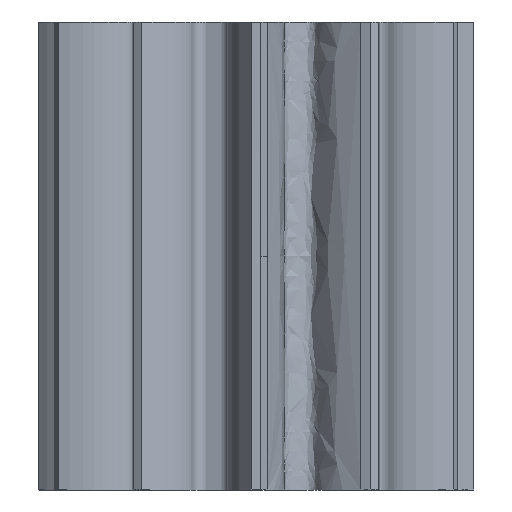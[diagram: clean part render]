
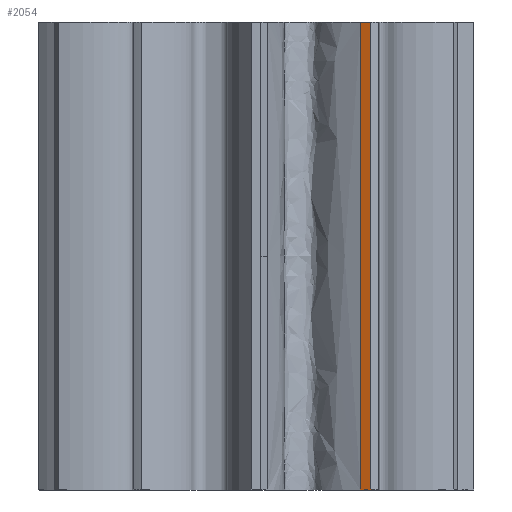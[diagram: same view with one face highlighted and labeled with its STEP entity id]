
A CAD part, left-side view. The second image highlights one B-rep face of the part: STEP entity #2054.
In plain terms, the highlighted free-form (B-spline) face has degree [3, 1] with [4, 2] control points.
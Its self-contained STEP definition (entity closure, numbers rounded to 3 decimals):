
#137 = EDGE_CURVE ( 'NONE', #4840, #5715, #3710, .T. ) ;
#141 = VECTOR ( 'NONE', #391, 1000. ) ;
#263 = FACE_OUTER_BOUND ( 'NONE', #3032, .T. ) ;
#391 = DIRECTION ( 'NONE',  ( 0., 0., 1. ) ) ;
#900 = CARTESIAN_POINT ( 'NONE',  ( -7.623, -4.664, -9.525 ) ) ;
#959 = CARTESIAN_POINT ( 'NONE',  ( -7.53, -4.388, -9.525 ) ) ;
#1058 = CARTESIAN_POINT ( 'NONE',  ( -7.53, -4.388, -9.525 ) ) ;
#1106 = ORIENTED_EDGE ( 'NONE', *, *, #3963, .F. ) ;
#1126 = CARTESIAN_POINT ( 'NONE',  ( -7.579, -4.525, -9.525 ) ) ;
#1149 = CARTESIAN_POINT ( 'NONE',  ( -7.623, -4.664, -9.525 ) ) ;
#1251 = CARTESIAN_POINT ( 'NONE',  ( -7.623, -4.664, -9.525 ) ) ;
#1331 = CARTESIAN_POINT ( 'NONE',  ( -7.475, -4.253, -9.525 ) ) ;
#1462 = B_SPLINE_SURFACE_WITH_KNOTS ( 'NONE', 3, 1, ( 
 ( #900, #3932 ),
 ( #5463, #3480 ),
 ( #959, #3461 ),
 ( #5386, #2460 ) ),
 .UNSPECIFIED., .F., .F., .F.,
 ( 4, 4 ),
 ( 2, 2 ),
 ( 0.017, 0.074 ),
 ( 0., 1. ),
 .UNSPECIFIED. ) ;
#1497 = LINE ( 'NONE', #1331, #141 ) ;
#1881 = CARTESIAN_POINT ( 'NONE',  ( -7.53, -4.388, 9.525 ) ) ;
#2023 = CARTESIAN_POINT ( 'NONE',  ( -7.623, -4.664, 9.525 ) ) ;
#2054 = ADVANCED_FACE ( 'NONE', ( #263 ), #1462, .F. ) ;
#2078 = EDGE_CURVE ( 'NONE', #2228, #5268, #5510, .T. ) ;
#2082 = CARTESIAN_POINT ( 'NONE',  ( -7.475, -4.253, 9.525 ) ) ;
#2228 = VERTEX_POINT ( 'NONE', #2023 ) ;
#2438 = CARTESIAN_POINT ( 'NONE',  ( -7.623, -4.664, 9.525 ) ) ;
#2460 = CARTESIAN_POINT ( 'NONE',  ( -7.475, -4.253, 9.525 ) ) ;
#2796 = ORIENTED_EDGE ( 'NONE', *, *, #2078, .T. ) ;
#3032 = EDGE_LOOP ( 'NONE', ( #1106, #5693, #3542, #2796 ) ) ;
#3150 = LINE ( 'NONE', #1251, #3785 ) ;
#3222 = CARTESIAN_POINT ( 'NONE',  ( -7.475, -4.253, -9.525 ) ) ;
#3461 = CARTESIAN_POINT ( 'NONE',  ( -7.53, -4.388, 9.525 ) ) ;
#3480 = CARTESIAN_POINT ( 'NONE',  ( -7.579, -4.525, 9.525 ) ) ;
#3542 = ORIENTED_EDGE ( 'NONE', *, *, #3617, .F. ) ;
#3617 = EDGE_CURVE ( 'NONE', #2228, #4840, #3150, .T. ) ;
#3710 = B_SPLINE_CURVE_WITH_KNOTS ( 'NONE', 3,
 ( #1149, #1126, #1058, #4148 ),
 .UNSPECIFIED., .F., .F.,
 ( 4, 4 ),
 ( 0.017, 0.074 ),
 .UNSPECIFIED. ) ;
#3785 = VECTOR ( 'NONE', #5210, 1000. ) ;
#3932 = CARTESIAN_POINT ( 'NONE',  ( -7.623, -4.664, 9.525 ) ) ;
#3963 = EDGE_CURVE ( 'NONE', #5715, #5268, #1497, .T. ) ;
#4148 = CARTESIAN_POINT ( 'NONE',  ( -7.475, -4.253, -9.525 ) ) ;
#4840 = VERTEX_POINT ( 'NONE', #6454 ) ;
#4911 = CARTESIAN_POINT ( 'NONE',  ( -7.475, -4.253, 9.525 ) ) ;
#5210 = DIRECTION ( 'NONE',  ( 0., 0., -1. ) ) ;
#5268 = VERTEX_POINT ( 'NONE', #2082 ) ;
#5386 = CARTESIAN_POINT ( 'NONE',  ( -7.475, -4.253, -9.525 ) ) ;
#5463 = CARTESIAN_POINT ( 'NONE',  ( -7.579, -4.525, -9.525 ) ) ;
#5510 = B_SPLINE_CURVE_WITH_KNOTS ( 'NONE', 3,
 ( #2438, #6482, #1881, #4911 ),
 .UNSPECIFIED., .F., .F.,
 ( 4, 4 ),
 ( 0.017, 0.074 ),
 .UNSPECIFIED. ) ;
#5693 = ORIENTED_EDGE ( 'NONE', *, *, #137, .F. ) ;
#5715 = VERTEX_POINT ( 'NONE', #3222 ) ;
#6454 = CARTESIAN_POINT ( 'NONE',  ( -7.623, -4.664, -9.525 ) ) ;
#6482 = CARTESIAN_POINT ( 'NONE',  ( -7.579, -4.525, 9.525 ) ) ;
